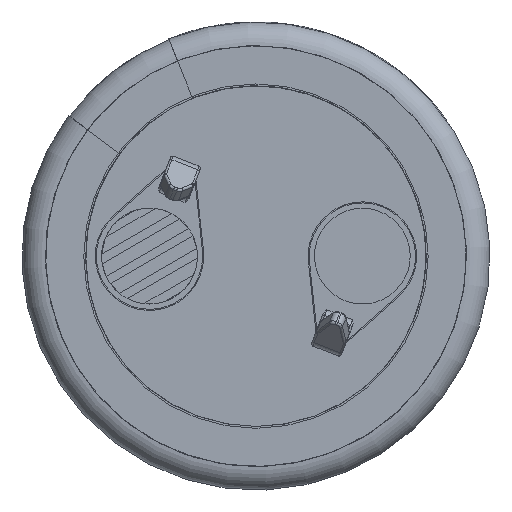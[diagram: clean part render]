
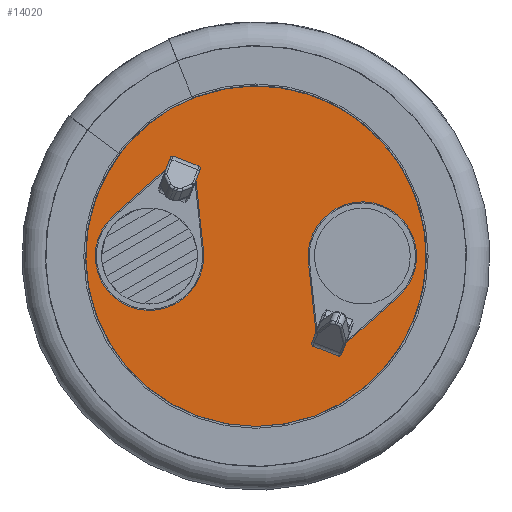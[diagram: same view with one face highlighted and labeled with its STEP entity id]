
A CAD part, front view. The second image highlights one B-rep face of the part: STEP entity #14020.
In plain terms, the highlighted planar face has unit normal (0, -1, 0).
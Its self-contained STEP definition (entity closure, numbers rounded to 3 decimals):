
#879=LINE('',#18091,#1534);
#880=LINE('',#18094,#1535);
#881=LINE('',#18096,#1536);
#882=LINE('',#18099,#1537);
#883=LINE('',#18102,#1538);
#884=LINE('',#18104,#1539);
#1534=VECTOR('',#15651,1000.);
#1535=VECTOR('',#15652,1000.);
#1536=VECTOR('',#15653,1000.);
#1537=VECTOR('',#15656,1000.);
#1538=VECTOR('',#15657,1000.);
#1539=VECTOR('',#15658,1000.);
#2236=ORIENTED_EDGE('',*,*,#5205,.T.);
#2237=ORIENTED_EDGE('',*,*,#5206,.F.);
#2238=ORIENTED_EDGE('',*,*,#5207,.F.);
#2239=ORIENTED_EDGE('',*,*,#5208,.F.);
#2240=ORIENTED_EDGE('',*,*,#5209,.F.);
#2241=ORIENTED_EDGE('',*,*,#5210,.T.);
#2242=ORIENTED_EDGE('',*,*,#5211,.T.);
#2243=ORIENTED_EDGE('',*,*,#5212,.T.);
#2244=ORIENTED_EDGE('',*,*,#5213,.T.);
#5205=EDGE_CURVE('',#6685,#6685,#7622,.T.);
#5206=EDGE_CURVE('',#6686,#6687,#879,.T.);
#5207=EDGE_CURVE('',#6688,#6686,#880,.T.);
#5208=EDGE_CURVE('',#6689,#6688,#881,.T.);
#5209=EDGE_CURVE('',#6687,#6689,#7623,.T.);
#5210=EDGE_CURVE('',#6690,#6691,#882,.T.);
#5211=EDGE_CURVE('',#6691,#6692,#883,.T.);
#5212=EDGE_CURVE('',#6692,#6693,#884,.T.);
#5213=EDGE_CURVE('',#6693,#6690,#7624,.T.);
#6685=VERTEX_POINT('',#18090);
#6686=VERTEX_POINT('',#18092);
#6687=VERTEX_POINT('',#18093);
#6688=VERTEX_POINT('',#18095);
#6689=VERTEX_POINT('',#18097);
#6690=VERTEX_POINT('',#18100);
#6691=VERTEX_POINT('',#18101);
#6692=VERTEX_POINT('',#18103);
#6693=VERTEX_POINT('',#18105);
#7622=CIRCLE('',#14682,8.09);
#7623=CIRCLE('',#14683,2.55);
#7624=CIRCLE('',#14684,2.55);
#7993=EDGE_LOOP('',(#2236));
#7994=EDGE_LOOP('',(#2237,#2238,#2239,#2240));
#7995=EDGE_LOOP('',(#2241,#2242,#2243,#2244));
#8718=FACE_BOUND('',#7993,.T.);
#8719=FACE_BOUND('',#7994,.T.);
#8720=FACE_BOUND('',#7995,.T.);
#9437=PLANE('',#14681);
#14020=ADVANCED_FACE('',(#8718,#8719,#8720),#9437,.T.);
#14681=AXIS2_PLACEMENT_3D('',#18088,#15647,#15648);
#14682=AXIS2_PLACEMENT_3D('',#18089,#15649,#15650);
#14683=AXIS2_PLACEMENT_3D('',#18098,#15654,#15655);
#14684=AXIS2_PLACEMENT_3D('',#18106,#15659,#15660);
#15647=DIRECTION('',(0.,-1.,0.));
#15648=DIRECTION('',(0.,0.,-1.));
#15649=DIRECTION('',(0.,-1.,0.));
#15650=DIRECTION('',(0.,0.,-1.));
#15651=DIRECTION('',(-0.748,0.,-0.664));
#15652=DIRECTION('',(-0.933,0.,0.36));
#15653=DIRECTION('',(-0.108,0.,0.994));
#15654=DIRECTION('',(0.,-1.,0.));
#15655=DIRECTION('',(0.,0.,1.));
#15656=DIRECTION('',(-0.748,0.,-0.664));
#15657=DIRECTION('',(-0.933,0.,0.36));
#15658=DIRECTION('',(-0.108,0.,0.994));
#15659=DIRECTION('',(0.,1.,0.));
#15660=DIRECTION('',(0.,0.,-1.));
#18088=CARTESIAN_POINT('',(0.,0.,0.));
#18089=CARTESIAN_POINT('',(0.,0.,0.));
#18090=CARTESIAN_POINT('',(0.,0.,-8.09));
#18091=CARTESIAN_POINT('',(-4.27,0.,4.059));
#18092=CARTESIAN_POINT('',(-4.27,0.,4.059));
#18093=CARTESIAN_POINT('',(-6.694,0.,1.906));
#18094=CARTESIAN_POINT('',(-2.814,0.,3.497));
#18095=CARTESIAN_POINT('',(-2.814,0.,3.497));
#18096=CARTESIAN_POINT('',(-2.465,0.,0.274));
#18097=CARTESIAN_POINT('',(-2.465,0.,0.274));
#18098=CARTESIAN_POINT('',(-5.,0.,0.));
#18099=CARTESIAN_POINT('',(6.694,0.,-1.906));
#18100=CARTESIAN_POINT('',(6.694,0.,-1.906));
#18101=CARTESIAN_POINT('',(4.27,0.,-4.059));
#18102=CARTESIAN_POINT('',(4.27,0.,-4.059));
#18103=CARTESIAN_POINT('',(2.814,0.,-3.497));
#18104=CARTESIAN_POINT('',(2.814,0.,-3.497));
#18105=CARTESIAN_POINT('',(2.465,0.,-0.274));
#18106=CARTESIAN_POINT('',(5.,0.,0.));
